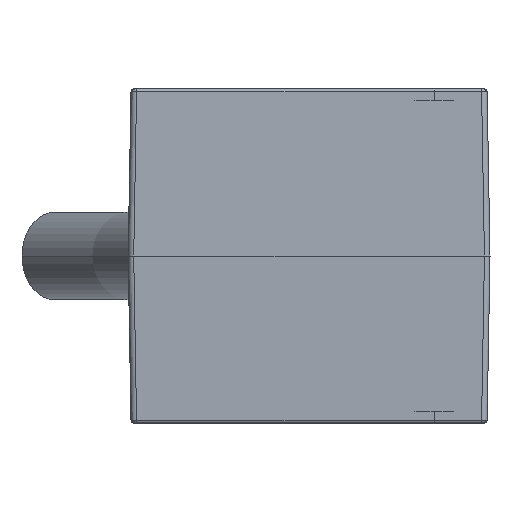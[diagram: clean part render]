
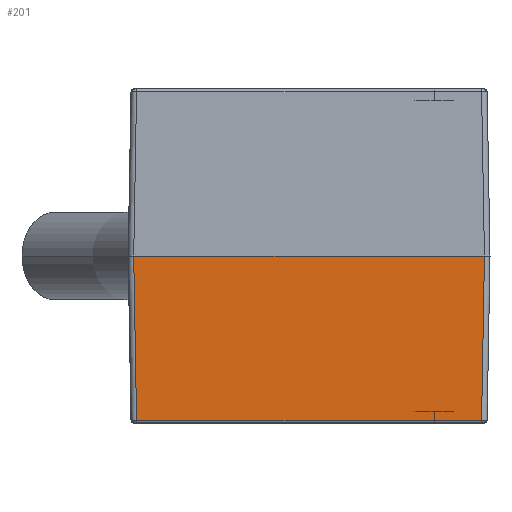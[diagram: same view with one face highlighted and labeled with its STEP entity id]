
A CAD part, left-side view. The second image highlights one B-rep face of the part: STEP entity #201.
In plain terms, the highlighted planar face has unit normal (-1, 0, -0.018).
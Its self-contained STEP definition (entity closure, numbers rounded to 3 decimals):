
#201 = ADVANCED_FACE ( 'NONE', ( #6022 ), #6021, .T. ) ;
#202 = EDGE_LOOP ( 'NONE', ( #203, #435, #438, #441 ) ) ;
#203 = ORIENTED_EDGE ( 'NONE', *, *, #204, .T. ) ;
#204 = EDGE_CURVE ( 'NONE', #346, #332, #6019, .T. ) ;
#332 = VERTEX_POINT ( 'NONE', #6364 ) ;
#346 = VERTEX_POINT ( 'NONE', #6511 ) ;
#435 = ORIENTED_EDGE ( 'NONE', *, *, #436, .T. ) ;
#436 = EDGE_CURVE ( 'NONE', #332, #437, #6752, .T. ) ;
#437 = VERTEX_POINT ( 'NONE', #6719 ) ;
#438 = ORIENTED_EDGE ( 'NONE', *, *, #439, .T. ) ;
#439 = EDGE_CURVE ( 'NONE', #437, #440, #6699, .T. ) ;
#440 = VERTEX_POINT ( 'NONE', #6695 ) ;
#441 = ORIENTED_EDGE ( 'NONE', *, *, #442, .F. ) ;
#442 = EDGE_CURVE ( 'NONE', #346, #440, #6694, .T. ) ;
#6013 = DIRECTION ( 'NONE',  ( 0.017, -0.017, -1. ) ) ;
#6014 = VECTOR ( 'NONE', #6013, 1000. ) ;
#6015 = CARTESIAN_POINT ( 'NONE',  ( -49.992, 9.592, -0.447 ) ) ;
#6016 = DIRECTION ( 'NONE',  ( -0.017, 0., 1. ) ) ;
#6017 = DIRECTION ( 'NONE',  ( -1., 0., -0.017 ) ) ;
#6018 = CARTESIAN_POINT ( 'NONE',  ( -50., -16., 0. ) ) ;
#6019 = LINE ( 'NONE', #6015, #6014 ) ;
#6020 = AXIS2_PLACEMENT_3D ( 'NONE', #6018, #6017, #6016 ) ;
#6021 = PLANE ( 'NONE',  #6020 ) ;
#6022 = FACE_OUTER_BOUND ( 'NONE', #202, .T. ) ;
#6364 = CARTESIAN_POINT ( 'NONE',  ( -49.794, 9.394, -11.803 ) ) ;
#6511 = CARTESIAN_POINT ( 'NONE',  ( -50., 9.6, 0. ) ) ;
#6691 = DIRECTION ( 'NONE',  ( 0., -1., 0. ) ) ;
#6692 = VECTOR ( 'NONE', #6691, 1000. ) ;
#6693 = CARTESIAN_POINT ( 'NONE',  ( -50., -16., 0. ) ) ;
#6694 = LINE ( 'NONE', #6693, #6692 ) ;
#6695 = CARTESIAN_POINT ( 'NONE',  ( -50., -15.6, 0. ) ) ;
#6696 = DIRECTION ( 'NONE',  ( -0.017, -0.017, 1. ) ) ;
#6697 = VECTOR ( 'NONE', #6696, 1000. ) ;
#6698 = CARTESIAN_POINT ( 'NONE',  ( -50., -15.6, 0.007 ) ) ;
#6699 = LINE ( 'NONE', #6698, #6697 ) ;
#6719 = CARTESIAN_POINT ( 'NONE',  ( -49.794, -15.394, -11.803 ) ) ;
#6720 = DIRECTION ( 'NONE',  ( 0., -1., 0. ) ) ;
#6721 = VECTOR ( 'NONE', #6720, 1000. ) ;
#6722 = CARTESIAN_POINT ( 'NONE',  ( -49.794, -16., -11.803 ) ) ;
#6752 = LINE ( 'NONE', #6722, #6721 ) ;
